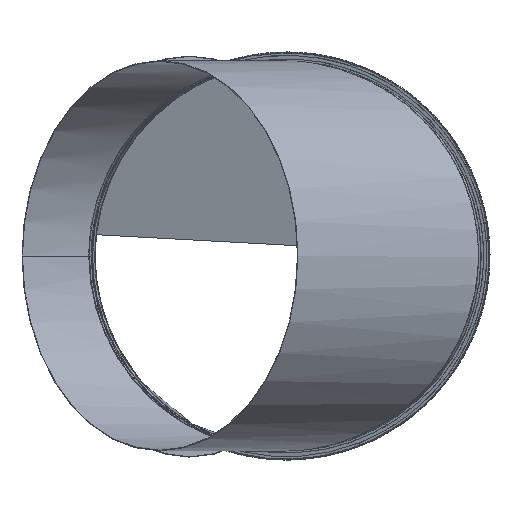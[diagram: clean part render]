
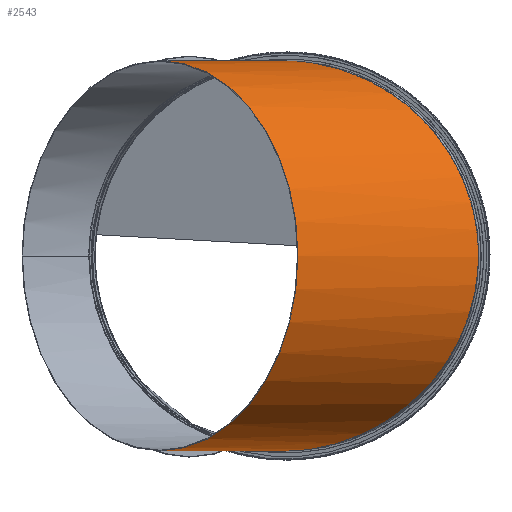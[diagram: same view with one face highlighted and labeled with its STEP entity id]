
A CAD part, top view. The second image highlights one B-rep face of the part: STEP entity #2543.
In plain terms, the highlighted cylindrical face has radius 157.725 mm (diameter 315.45 mm), a full revolution.
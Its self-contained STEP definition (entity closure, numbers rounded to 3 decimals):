
#2417=CARTESIAN_POINT('',(157.725,76.336,0.0));
#2418=VERTEX_POINT('',#2417);
#2425=CARTESIAN_POINT('',(0.,141.668,-157.725));
#2426=VERTEX_POINT('',#2425);
#2427=CARTESIAN_POINT('',(0.0,141.668,0.0));
#2428=DIRECTION('',(-0.383,-0.924,0.0));
#2429=DIRECTION('',(0.924,-0.383,0.0));
#2430=AXIS2_PLACEMENT_3D('',#2427,#2428,#2429);
#2431=ELLIPSE('',#2430,170.72,157.725);
#2432=EDGE_CURVE('',#2426,#2418,#2431,.T.);
#2434=CARTESIAN_POINT('',(0.,141.668,157.725));
#2435=VERTEX_POINT('',#2434);
#2436=CARTESIAN_POINT('',(0.0,141.668,0.0));
#2437=DIRECTION('',(-0.383,-0.924,0.0));
#2438=DIRECTION('',(0.924,-0.383,0.0));
#2439=AXIS2_PLACEMENT_3D('',#2436,#2437,#2438);
#2440=ELLIPSE('',#2439,170.72,157.725);
#2441=EDGE_CURVE('',#2435,#2426,#2440,.T.);
#2443=CARTESIAN_POINT('',(157.725,76.336,0.003));
#2444=VERTEX_POINT('',#2443);
#2445=CARTESIAN_POINT('',(0.0,141.668,0.0));
#2446=DIRECTION('',(-0.383,-0.924,0.0));
#2447=DIRECTION('',(0.924,-0.383,0.0));
#2448=AXIS2_PLACEMENT_3D('',#2445,#2446,#2447);
#2449=ELLIPSE('',#2448,170.72,157.725);
#2450=EDGE_CURVE('',#2444,#2435,#2449,.T.);
#2510=CARTESIAN_POINT('',(0.0,103.5,0.0));
#2511=DIRECTION('',(0.0,1.0,0.0));
#2512=DIRECTION('',(1.0,0.0,0.0));
#2513=AXIS2_PLACEMENT_3D('',#2510,#2511,#2512);
#2514=CYLINDRICAL_SURFACE('',#2513,157.725);
#2515=ORIENTED_EDGE('',*,*,#2450,.T.);
#2516=ORIENTED_EDGE('',*,*,#2441,.T.);
#2517=ORIENTED_EDGE('',*,*,#2432,.T.);
#2518=CARTESIAN_POINT('',(157.725,0.0,0.0));
#2519=VERTEX_POINT('',#2518);
#2520=CARTESIAN_POINT('',(157.725,0.0,0.0));
#2521=DIRECTION('',(0.0,1.0,0.0));
#2522=VECTOR('',#2521,76.336);
#2523=LINE('',#2520,#2522);
#2524=EDGE_CURVE('',#2519,#2418,#2523,.T.);
#2525=ORIENTED_EDGE('',*,*,#2524,.F.);
#2526=CARTESIAN_POINT('',(157.725,0.0,0.003));
#2527=VERTEX_POINT('',#2526);
#2528=CARTESIAN_POINT('',(0.0,0.0,0.0));
#2529=DIRECTION('',(0.0,1.0,0.0));
#2530=DIRECTION('',(1.0,0.0,0.0));
#2531=AXIS2_PLACEMENT_3D('',#2528,#2529,#2530);
#2532=CIRCLE('',#2531,157.725);
#2533=EDGE_CURVE('',#2519,#2527,#2532,.T.);
#2534=ORIENTED_EDGE('',*,*,#2533,.T.);
#2535=CARTESIAN_POINT('',(157.725,0.0,0.003));
#2536=DIRECTION('',(0.0,1.0,0.0));
#2537=VECTOR('',#2536,76.336);
#2538=LINE('',#2535,#2537);
#2539=EDGE_CURVE('',#2527,#2444,#2538,.T.);
#2540=ORIENTED_EDGE('',*,*,#2539,.T.);
#2541=EDGE_LOOP('',(#2515,#2516,#2517,#2525,#2534,#2540));
#2542=FACE_OUTER_BOUND('',#2541,.T.);
#2543=ADVANCED_FACE('',(#2542),#2514,.T.);
